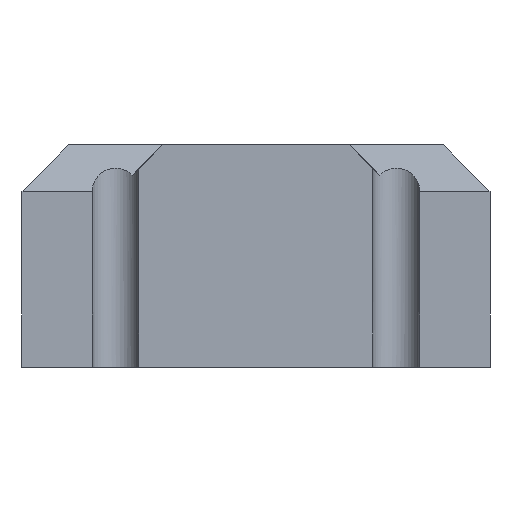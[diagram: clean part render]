
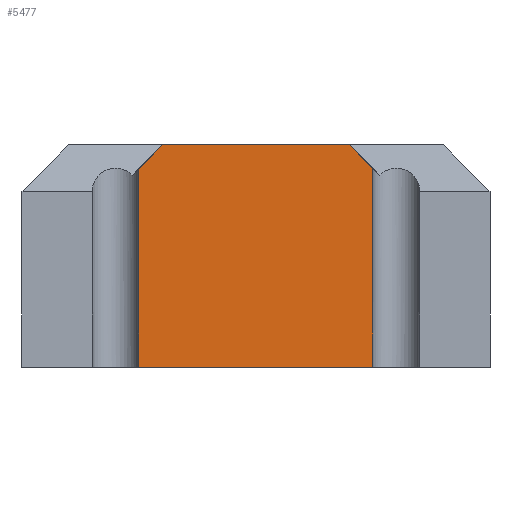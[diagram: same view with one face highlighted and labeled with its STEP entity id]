
A CAD part, front view. The second image highlights one B-rep face of the part: STEP entity #5477.
In plain terms, the highlighted planar face has unit normal (0, -1, 0).
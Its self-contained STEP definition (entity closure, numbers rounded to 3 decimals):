
#492=FACE_OUTER_BOUND('',#810,.T.);
#810=EDGE_LOOP('',(#4802,#4803,#4804,#4805,#4806,#4807));
#1379=LINE('',#9459,#1907);
#1458=LINE('',#9929,#1986);
#1470=LINE('',#9961,#1998);
#1521=LINE('',#10201,#2049);
#1522=LINE('',#10202,#2050);
#1523=LINE('',#10203,#2051);
#1907=VECTOR('',#6316,10.);
#1986=VECTOR('',#6499,10.);
#1998=VECTOR('',#6535,10.);
#2049=VECTOR('',#6668,10.);
#2050=VECTOR('',#6669,10.);
#2051=VECTOR('',#6670,10.);
#2456=VERTEX_POINT('',#9457);
#2457=VERTEX_POINT('',#9458);
#2547=VERTEX_POINT('',#9927);
#2548=VERTEX_POINT('',#9928);
#2591=VERTEX_POINT('',#10199);
#2592=VERTEX_POINT('',#10200);
#3157=EDGE_CURVE('',#2456,#2457,#1379,.T.);
#3271=EDGE_CURVE('',#2547,#2548,#1458,.T.);
#3289=EDGE_CURVE('',#2456,#2547,#1470,.T.);
#3354=EDGE_CURVE('',#2591,#2592,#1521,.T.);
#3355=EDGE_CURVE('',#2457,#2591,#1522,.T.);
#3356=EDGE_CURVE('',#2548,#2592,#1523,.T.);
#4802=ORIENTED_EDGE('',*,*,#3354,.F.);
#4803=ORIENTED_EDGE('',*,*,#3355,.F.);
#4804=ORIENTED_EDGE('',*,*,#3157,.F.);
#4805=ORIENTED_EDGE('',*,*,#3289,.T.);
#4806=ORIENTED_EDGE('',*,*,#3271,.T.);
#4807=ORIENTED_EDGE('',*,*,#3356,.T.);
#5188=PLANE('',#5740);
#5477=ADVANCED_FACE('',(#492),#5188,.F.);
#5740=AXIS2_PLACEMENT_3D('',#10198,#6666,#6667);
#6316=DIRECTION('',(1.,0.,0.));
#6499=DIRECTION('',(0.,0.,-1.));
#6535=DIRECTION('',(-0.707,0.,-0.707));
#6666=DIRECTION('center_axis',(0.,1.,0.));
#6667=DIRECTION('ref_axis',(0.,0.,1.));
#6668=DIRECTION('',(0.,0.,-1.));
#6669=DIRECTION('',(0.707,0.,-0.707));
#6670=DIRECTION('',(1.,0.,0.));
#9457=CARTESIAN_POINT('',(-4.,6.,9.5));
#9458=CARTESIAN_POINT('',(4.,6.,9.5));
#9459=CARTESIAN_POINT('',(2.5,6.,9.5));
#9927=CARTESIAN_POINT('',(-5.,6.,8.5));
#9928=CARTESIAN_POINT('',(-5.,6.,0.));
#9929=CARTESIAN_POINT('',(-5.,6.,0.));
#9961=CARTESIAN_POINT('',(-5.937,6.,7.563));
#10198=CARTESIAN_POINT('Origin',(5.,6.,4.75));
#10199=CARTESIAN_POINT('',(5.,6.,8.5));
#10200=CARTESIAN_POINT('',(5.,6.,0.));
#10201=CARTESIAN_POINT('',(5.,6.,0.));
#10202=CARTESIAN_POINT('',(5.937,6.,7.563));
#10203=CARTESIAN_POINT('',(-2.5,6.,0.));
